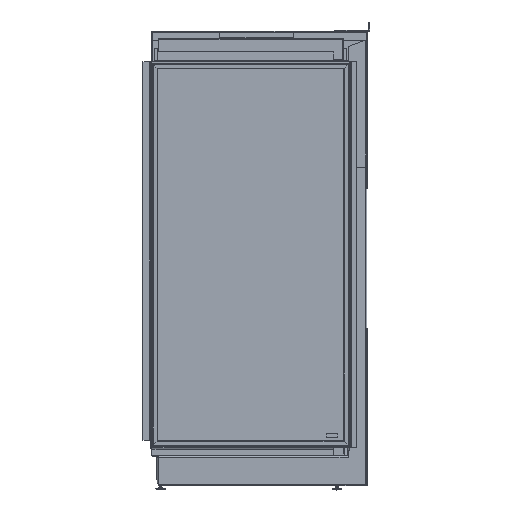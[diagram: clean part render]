
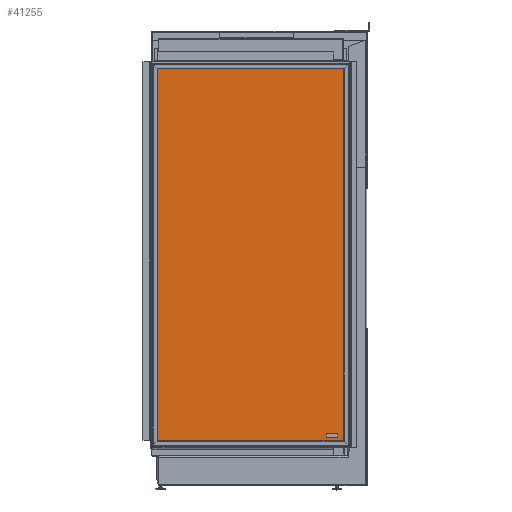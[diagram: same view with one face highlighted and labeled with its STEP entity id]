
A CAD part, top view. The second image highlights one B-rep face of the part: STEP entity #41255.
In plain terms, the highlighted planar face has unit normal (0, 0, 1).
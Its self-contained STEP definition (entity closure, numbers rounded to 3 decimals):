
#397 = VECTOR ( 'NONE', #43789, 1000. ) ;
#805 = CARTESIAN_POINT ( 'NONE',  ( -403.25, 60., 207. ) ) ;
#1115 = CARTESIAN_POINT ( 'NONE',  ( 375.75, 79., 207. ) ) ;
#3810 = VERTEX_POINT ( 'NONE', #32947 ) ;
#3916 = LINE ( 'NONE', #44212, #397 ) ;
#4134 = VERTEX_POINT ( 'NONE', #16139 ) ;
#4593 = CARTESIAN_POINT ( 'NONE',  ( 325.75, 94., 207. ) ) ;
#5747 = CARTESIAN_POINT ( 'NONE',  ( -403.25, 1666., 207. ) ) ;
#6350 = CARTESIAN_POINT ( 'NONE',  ( 404.75, 60., 207. ) ) ;
#6723 = LINE ( 'NONE', #1115, #22922 ) ;
#7897 = VECTOR ( 'NONE', #56687, 1000. ) ;
#8596 = CARTESIAN_POINT ( 'NONE',  ( -403.25, 1666., 207. ) ) ;
#10589 = ORIENTED_EDGE ( 'NONE', *, *, #35100, .T. ) ;
#12627 = LINE ( 'NONE', #77320, #46267 ) ;
#13317 = VECTOR ( 'NONE', #38833, 1000. ) ;
#14204 = DIRECTION ( 'NONE',  ( 1., 0., 0. ) ) ;
#14409 = DIRECTION ( 'NONE',  ( 1., 0., 0. ) ) ;
#14869 = ORIENTED_EDGE ( 'NONE', *, *, #83772, .F. ) ;
#16139 = CARTESIAN_POINT ( 'NONE',  ( 375.75, 94., 207. ) ) ;
#17383 = CARTESIAN_POINT ( 'NONE',  ( 325.75, 79., 207. ) ) ;
#18527 = LINE ( 'NONE', #63128, #7897 ) ;
#18619 = DIRECTION ( 'NONE',  ( 0., 1., 0. ) ) ;
#21040 = CARTESIAN_POINT ( 'NONE',  ( -403.25, 1666., 207. ) ) ;
#22088 = VECTOR ( 'NONE', #78362, 1000. ) ;
#22922 = VECTOR ( 'NONE', #14409, 1000. ) ;
#25018 = FACE_OUTER_BOUND ( 'NONE', #79464, .T. ) ;
#25876 = DIRECTION ( 'NONE',  ( 0., 0., -1. ) ) ;
#26293 = DIRECTION ( 'NONE',  ( -1., 0., 0. ) ) ;
#26898 = EDGE_CURVE ( 'Defeatured_3877+Defeatured_3871+Defeatured_3876+Defeatured_38710', #83640, #81799, #6723, .T. ) ;
#27230 = EDGE_CURVE ( 'Defeatured_38710+Defeatured_3871+Defeatured_3877+Defeatured_3879', #81799, #4134, #12627, .T. ) ;
#27280 = EDGE_LOOP ( 'NONE', ( #70102, #62397, #14869, #73830 ) ) ;
#31870 = EDGE_CURVE ( 'Defeatured_3874+Defeatured_3871+Defeatured_3870+Defeatured_3872', #52852, #60850, #59209, .T. ) ;
#32876 = EDGE_CURVE ( 'Defeatured_3876+Defeatured_3871+Defeatured_3879+Defeatured_3877', #60723, #83640, #75712, .T. ) ;
#32947 = CARTESIAN_POINT ( 'NONE',  ( -403.25, 60., 207. ) ) ;
#32981 = LINE ( 'NONE', #805, #22088 ) ;
#35100 = EDGE_CURVE ( 'Defeatured_3871+Defeatured_3870+Defeatured_3874+Defeatured_3875', #52852, #3810, #18527, .T. ) ;
#38833 = DIRECTION ( 'NONE',  ( -1., 0., 0. ) ) ;
#39670 = CARTESIAN_POINT ( 'NONE',  ( 375.75, 94., 207. ) ) ;
#41255 = ADVANCED_FACE ( 'Defeatured_3871', ( #70438, #25018 ), #52838, .F. ) ;
#43789 = DIRECTION ( 'NONE',  ( 0., -1., 0. ) ) ;
#44212 = CARTESIAN_POINT ( 'NONE',  ( 404.75, 1666., 207. ) ) ;
#45270 = ORIENTED_EDGE ( 'NONE', *, *, #49238, .F. ) ;
#46267 = VECTOR ( 'NONE', #18619, 1000. ) ;
#49238 = EDGE_CURVE ( 'Defeatured_3872+Defeatured_3871+Defeatured_3874+Defeatured_3875', #60850, #67057, #3916, .T. ) ;
#52093 = LINE ( 'NONE', #39670, #13317 ) ;
#52237 = ORIENTED_EDGE ( 'NONE', *, *, #76806, .T. ) ;
#52838 = PLANE ( 'NONE',  #59002 ) ;
#52852 = VERTEX_POINT ( 'NONE', #8596 ) ;
#56687 = DIRECTION ( 'NONE',  ( 0., -1., 0. ) ) ;
#59002 = AXIS2_PLACEMENT_3D ( 'NONE', #5747, #25876, #26293 ) ;
#59209 = LINE ( 'NONE', #21040, #77216 ) ;
#60723 = VERTEX_POINT ( 'NONE', #61275 ) ;
#60850 = VERTEX_POINT ( 'NONE', #83934 ) ;
#61275 = CARTESIAN_POINT ( 'NONE',  ( 325.75, 94., 207. ) ) ;
#62397 = ORIENTED_EDGE ( 'NONE', *, *, #32876, .F. ) ;
#63128 = CARTESIAN_POINT ( 'NONE',  ( -403.25, 1666., 207. ) ) ;
#67057 = VERTEX_POINT ( 'NONE', #6350 ) ;
#69715 = DIRECTION ( 'NONE',  ( 0., -1., 0. ) ) ;
#70102 = ORIENTED_EDGE ( 'NONE', *, *, #26898, .F. ) ;
#70438 = FACE_BOUND ( 'NONE', #27280, .T. ) ;
#73830 = ORIENTED_EDGE ( 'NONE', *, *, #27230, .F. ) ;
#75712 = LINE ( 'NONE', #4593, #75972 ) ;
#75972 = VECTOR ( 'NONE', #69715, 1000. ) ;
#76806 = EDGE_CURVE ( 'Defeatured_3871+Defeatured_3875+Defeatured_3870+Defeatured_3872', #3810, #67057, #32981, .T. ) ;
#77216 = VECTOR ( 'NONE', #14204, 1000. ) ;
#77320 = CARTESIAN_POINT ( 'NONE',  ( 375.75, 94., 207. ) ) ;
#78362 = DIRECTION ( 'NONE',  ( 1., 0., 0. ) ) ;
#79464 = EDGE_LOOP ( 'NONE', ( #52237, #45270, #79886, #10589 ) ) ;
#79886 = ORIENTED_EDGE ( 'NONE', *, *, #31870, .F. ) ;
#81799 = VERTEX_POINT ( 'NONE', #83220 ) ;
#83220 = CARTESIAN_POINT ( 'NONE',  ( 375.75, 79., 207. ) ) ;
#83640 = VERTEX_POINT ( 'NONE', #17383 ) ;
#83772 = EDGE_CURVE ( 'Defeatured_3879+Defeatured_3871+Defeatured_38710+Defeatured_3876', #4134, #60723, #52093, .T. ) ;
#83934 = CARTESIAN_POINT ( 'NONE',  ( 404.75, 1666., 207. ) ) ;
